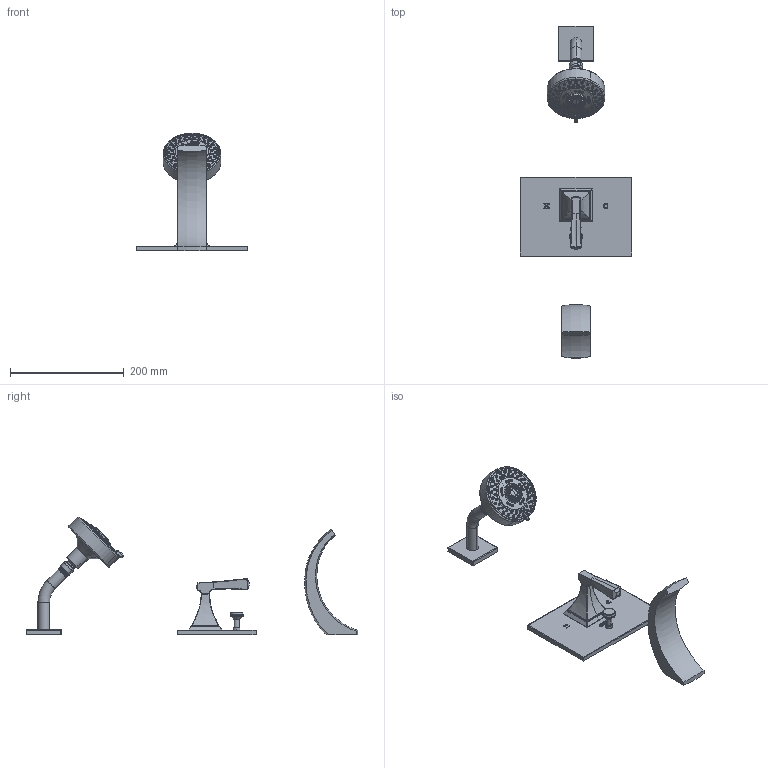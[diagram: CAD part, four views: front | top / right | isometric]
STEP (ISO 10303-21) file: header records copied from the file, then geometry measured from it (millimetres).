
FILE_DESCRIPTION((''),'2;1');
FILE_NAME('3-2572BP','2021-05-31T16:08:32',('jinson.thomas'),(''),'CREO PARAMETRIC BY PTC INC, 2018400','CREO PARAMETRIC BY PTC INC, 2018400','');
FILE_SCHEMA(('CONFIG_CONTROL_DESIGN'));
Products named in the file (1): 3-2572BP
Bounding box: 196.85 x 584.56 x 207.64 mm (x, y, z)
Volume: 902571.5 mm3; surface area: 156927.8 mm2
Topology: 3 solids, 3 shells, 1463 faces, 3281 edges, 1983 vertices
Faces by surface type: torus 325, cone 302, cylinder 237, plane 202, bspline 189, extrusion 186, sphere 22
Entity records: 64881 total; most frequent: CARTESIAN_POINT 34360, ORIENTED_EDGE 6558, DIRECTION 5693, EDGE_CURVE 3279, AXIS2_PLACEMENT_3D 2270, VERTEX_POINT 1983, EDGE_LOOP 1640, FACE_OUTER_BOUND 1463
